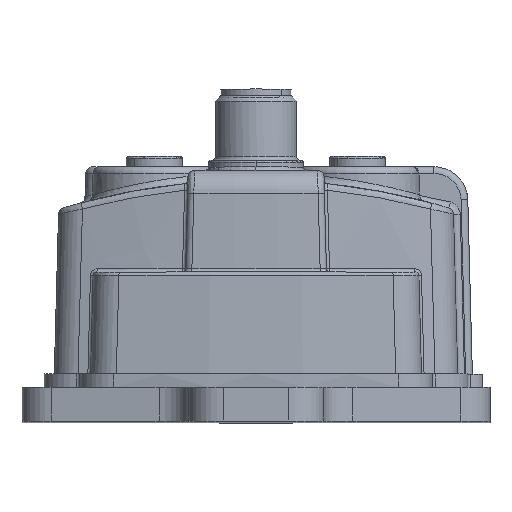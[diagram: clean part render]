
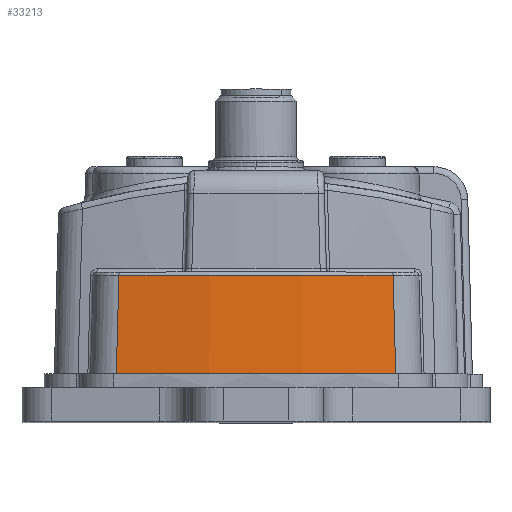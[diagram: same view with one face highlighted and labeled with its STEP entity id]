
A CAD part, top view. The second image highlights one B-rep face of the part: STEP entity #33213.
In plain terms, the highlighted conical face has half-angle 1.5 degrees and reference radius 131.203 mm.
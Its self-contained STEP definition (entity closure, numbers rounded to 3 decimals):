
#2080=CARTESIAN_POINT('',(0.,14.513,-63.25));
#2081=DIRECTION('',(0.,-1.,0.));
#2082=DIRECTION('',(0.154,0.,0.988));
#2083=AXIS2_PLACEMENT_3D('',#2080,#2081,#2082);
#2414=CARTESIAN_POINT('',(20.6,0.,
66.518));
#2416=CARTESIAN_POINT('',(0.,0.,-63.25));
#2417=DIRECTION('',(0.,-1.,0.));
#2418=DIRECTION('',(0.157,0.,0.988));
#2419=AXIS2_PLACEMENT_3D('',#2416,#2417,#2418);
#2421=CARTESIAN_POINT('',(-20.6,0.,
66.518));
#2422=CARTESIAN_POINT('',(-20.557,1.577,66.483));
#2423=CARTESIAN_POINT('',(-20.471,4.757,66.412));
#2424=CARTESIAN_POINT('',(-20.337,9.73,66.301));
#2425=CARTESIAN_POINT('',(-20.251,12.925,66.23));
#2426=CARTESIAN_POINT('',(-20.208,14.513,66.195));
#2428=CARTESIAN_POINT('',(20.208,14.513,66.195));
#2429=CARTESIAN_POINT('',(20.251,12.935,66.23));
#2430=CARTESIAN_POINT('',(20.337,9.754,66.301));
#2431=CARTESIAN_POINT('',(20.471,4.781,66.412));
#2432=CARTESIAN_POINT('',(20.557,1.588,66.483));
#2433=CARTESIAN_POINT('',(20.6,0.,
66.518));
#24893=CARTESIAN_POINT('',(-20.208,14.513,
66.195));
#24894=VERTEX_POINT('',#24893);
#24895=CARTESIAN_POINT('',(20.208,14.513,66.195));
#24896=VERTEX_POINT('',#24895);
#29707=VERTEX_POINT('',#2414);
#29708=CARTESIAN_POINT('',(-20.6,0.,66.518));
#29709=VERTEX_POINT('',#29708);
#33201=CARTESIAN_POINT('',(0.,7.257,-63.25));
#33202=DIRECTION('',(0.,-1.,0.));
#33203=DIRECTION('',(-1.,0.,0.));
#33204=AXIS2_PLACEMENT_3D('',#33201,#33202,#33203);
#33205=CONICAL_SURFACE('',#33204,131.203,1.5);
#33206=ORIENTED_EDGE('',*,*,#30988,.T.);
#33208=ORIENTED_EDGE('',*,*,#33207,.T.);
#33209=ORIENTED_EDGE('',*,*,#32692,.F.);
#33210=ORIENTED_EDGE('',*,*,#33187,.T.);
#33211=EDGE_LOOP('',(#33206,#33208,#33209,#33210));
#33212=FACE_OUTER_BOUND('',#33211,.F.);
#33213=ADVANCED_FACE('',(#33212),#33205,.T.);
#2084=CIRCLE('',#2083,131.013);
#2420=CIRCLE('',#2419,131.393);
#2427=B_SPLINE_CURVE_WITH_KNOTS('',3,(#2421,#2422,#2423,#2424,#2425,#2426),
.UNSPECIFIED.,.F.,.F.,(4,1,1,4),(0.,0.333,0.667,1.),
.UNSPECIFIED.);
#2434=B_SPLINE_CURVE_WITH_KNOTS('',3,(#2428,#2429,#2430,#2431,#2432,#2433),
.UNSPECIFIED.,.F.,.F.,(4,1,1,4),(0.,0.333,0.667,1.),
.UNSPECIFIED.);
#30988=EDGE_CURVE('',#29707,#29709,#2420,.T.);
#32692=EDGE_CURVE('',#24896,#24894,#2084,.T.);
#33187=EDGE_CURVE('',#24896,#29707,#2434,.T.);
#33207=EDGE_CURVE('',#29709,#24894,#2427,.T.);
